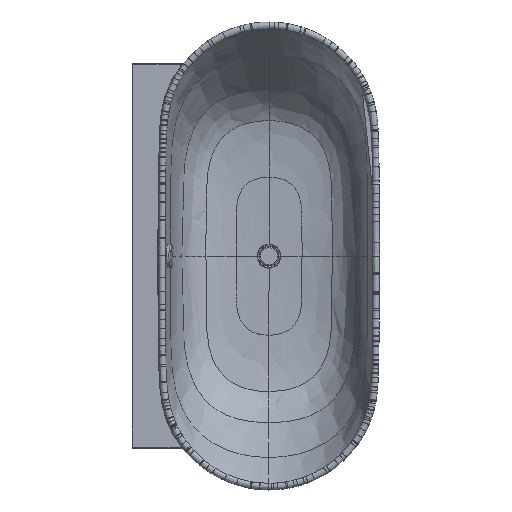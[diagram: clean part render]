
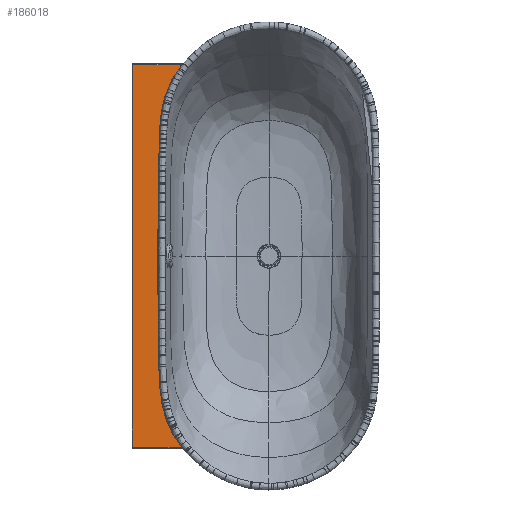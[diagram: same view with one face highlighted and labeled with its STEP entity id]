
A CAD part, top view. The second image highlights one B-rep face of the part: STEP entity #186018.
In plain terms, the highlighted planar face has unit normal (0, 0, 1).
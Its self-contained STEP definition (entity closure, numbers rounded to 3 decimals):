
#164155=CARTESIAN_POINT('',(337.519,-735.0,-25.0));
#164156=VERTEX_POINT('',#164155);
#164269=CARTESIAN_POINT('',(427.735,0.001,-25.0));
#164270=VERTEX_POINT('',#164269);
#164282=CARTESIAN_POINT('',(427.735,0.001,-25.0));
#164283=CARTESIAN_POINT('',(427.735,-31.378,-25.0));
#164284=CARTESIAN_POINT('',(427.667,-94.135,-25.0));
#164285=CARTESIAN_POINT('',(427.296,-188.269,-25.0));
#164286=CARTESIAN_POINT('',(426.646,-266.712,-25.0));
#164287=CARTESIAN_POINT('',(425.802,-329.464,-25.0));
#164288=CARTESIAN_POINT('',(425.181,-368.684,-25.0));
#164289=CARTESIAN_POINT('',(424.636,-400.057,-25.0));
#164290=CARTESIAN_POINT('',(424.169,-423.583,-25.0));
#164291=CARTESIAN_POINT('',(423.592,-447.102,-25.0));
#164292=CARTESIAN_POINT('',(422.536,-478.441,-25.0));
#164293=CARTESIAN_POINT('',(420.708,-509.728,-25.0));
#164294=CARTESIAN_POINT('',(417.204,-540.902,-25.0));
#164295=CARTESIAN_POINT('',(414.418,-558.384,-25.0));
#164296=CARTESIAN_POINT('',(412.154,-570.01,-25.0));
#164297=CARTESIAN_POINT('',(408.913,-585.508,-25.0));
#164298=CARTESIAN_POINT('',(403.422,-606.409,-25.0));
#164299=CARTESIAN_POINT('',(394.544,-632.259,-25.0));
#164300=CARTESIAN_POINT('',(385.669,-653.913,-25.0));
#164301=CARTESIAN_POINT('',(375.539,-675.07,-25.0));
#164302=CARTESIAN_POINT('',(366.047,-692.28,-25.0));
#164303=CARTESIAN_POINT('',(357.811,-705.8,-25.0));
#164304=CARTESIAN_POINT('',(349.188,-719.046,-25.0));
#164305=CARTESIAN_POINT('',(342.299,-728.696,-25.0));
#164306=CARTESIAN_POINT('',(337.519,-735.0,-25.0));
#164307=B_SPLINE_CURVE_WITH_KNOTS('',3,(#164282,#164283,#164284,#164285,#164286,#164287,#164288,#164289,#164290,#164291,#164292,#164293,#164294,#164295,#164296,#164297,#164298,#164299,#164300,#164301,#164302,#164303,#164304,#164305,#164306),.UNSPECIFIED.,.F.,.U.,(4,1,1,1,1,1,1,1,1,1,1,1,1,1,1,1,1,1,1,1,1,1,4),(0.0,94.005,188.011,282.016,329.019,376.022,399.523,423.024,446.526,470.027,517.03,540.531,564.032,569.908,575.783,611.035,634.536,658.038,681.539,705.04,716.791,728.542,752.043),.UNSPECIFIED.);
#164308=EDGE_CURVE('',#164270,#164156,#164307,.T.);
#166969=CARTESIAN_POINT('',(337.52,735.0,-25.0));
#166970=VERTEX_POINT('',#166969);
#166981=CARTESIAN_POINT('',(337.52,735.0,-25.0));
#166982=CARTESIAN_POINT('',(342.312,728.681,-25.0));
#166983=CARTESIAN_POINT('',(349.192,719.041,-25.0));
#166984=CARTESIAN_POINT('',(357.764,705.874,-25.0));
#166985=CARTESIAN_POINT('',(365.923,692.492,-25.0));
#166986=CARTESIAN_POINT('',(375.38,675.377,-25.0));
#166987=CARTESIAN_POINT('',(385.536,654.217,-25.0));
#166988=CARTESIAN_POINT('',(392.994,636.059,-25.0));
#166989=CARTESIAN_POINT('',(397.672,623.066,-25.0));
#166990=CARTESIAN_POINT('',(400.189,615.557,-25.0));
#166991=CARTESIAN_POINT('',(403.798,604.22,-25.0));
#166992=CARTESIAN_POINT('',(408.541,587.136,-25.0));
#166993=CARTESIAN_POINT('',(413.494,564.169,-25.0));
#166994=CARTESIAN_POINT('',(417.184,541.036,-25.0));
#166995=CARTESIAN_POINT('',(420.684,510.001,-25.0));
#166996=CARTESIAN_POINT('',(422.523,478.746,-25.0));
#166997=CARTESIAN_POINT('',(423.584,447.387,-25.0));
#166998=CARTESIAN_POINT('',(424.163,423.841,-25.0));
#166999=CARTESIAN_POINT('',(424.632,400.299,-25.0));
#167000=CARTESIAN_POINT('',(425.178,368.906,-25.0));
#167001=CARTESIAN_POINT('',(425.799,329.665,-25.0));
#167002=CARTESIAN_POINT('',(426.644,266.877,-25.0));
#167003=CARTESIAN_POINT('',(427.296,188.385,-25.0));
#167004=CARTESIAN_POINT('',(427.667,94.193,-25.0));
#167005=CARTESIAN_POINT('',(427.735,31.399,-25.0));
#167006=CARTESIAN_POINT('',(427.735,0.001,-25.0));
#167007=B_SPLINE_CURVE_WITH_KNOTS('',3,(#166981,#166982,#166983,#166984,#166985,#166986,#166987,#166988,#166989,#166990,#166991,#166992,#166993,#166994,#166995,#166996,#166997,#166998,#166999,#167000,#167001,#167002,#167003,#167004,#167005,#167006),.UNSPECIFIED.,.F.,.U.,(4,1,1,1,1,1,1,1,1,1,1,1,1,1,1,1,1,1,1,1,1,1,1,4),(0.0,23.501,35.252,47.003,70.504,94.005,117.506,129.257,135.132,141.008,164.509,188.01,211.511,235.013,282.015,305.516,329.018,352.519,376.02,423.023,470.025,564.03,658.036,752.041),.UNSPECIFIED.);
#167008=EDGE_CURVE('',#166970,#164270,#167007,.T.);
#177887=CARTESIAN_POINT('',(525.0,735.0,-25.0));
#177888=VERTEX_POINT('',#177887);
#177889=CARTESIAN_POINT('',(525.0,-735.0,-25.0));
#177890=VERTEX_POINT('',#177889);
#177891=CARTESIAN_POINT('',(525.0,735.0,-25.0));
#177892=DIRECTION('',(0.0,-1.0,0.0));
#177893=VECTOR('',#177892,1470.0);
#177894=LINE('',#177891,#177893);
#177895=EDGE_CURVE('',#177888,#177890,#177894,.T.);
#185989=CARTESIAN_POINT('',(337.519,-735.0,-25.0));
#185990=DIRECTION('',(1.0,0.0,0.0));
#185991=VECTOR('',#185990,187.481);
#185992=LINE('',#185989,#185991);
#185993=EDGE_CURVE('',#164156,#177890,#185992,.T.);
#186001=CARTESIAN_POINT('',(-500000.0,740.0,-25.0));
#186002=DIRECTION('',(0.0,0.0,1.0));
#186003=DIRECTION('',(1.0,0.0,0.0));
#186004=AXIS2_PLACEMENT_3D('',#186001,#186002,#186003);
#186005=PLANE('',#186004);
#186006=ORIENTED_EDGE('',*,*,#167008,.T.);
#186007=ORIENTED_EDGE('',*,*,#164308,.T.);
#186008=ORIENTED_EDGE('',*,*,#185993,.T.);
#186009=ORIENTED_EDGE('',*,*,#177895,.F.);
#186010=CARTESIAN_POINT('',(525.0,735.0,-25.0));
#186011=DIRECTION('',(-1.0,0.0,0.0));
#186012=VECTOR('',#186011,187.48);
#186013=LINE('',#186010,#186012);
#186014=EDGE_CURVE('',#177888,#166970,#186013,.T.);
#186015=ORIENTED_EDGE('',*,*,#186014,.T.);
#186016=EDGE_LOOP('',(#186006,#186007,#186008,#186009,#186015));
#186017=FACE_OUTER_BOUND('',#186016,.T.);
#186018=ADVANCED_FACE('',(#186017),#186005,.T.);
